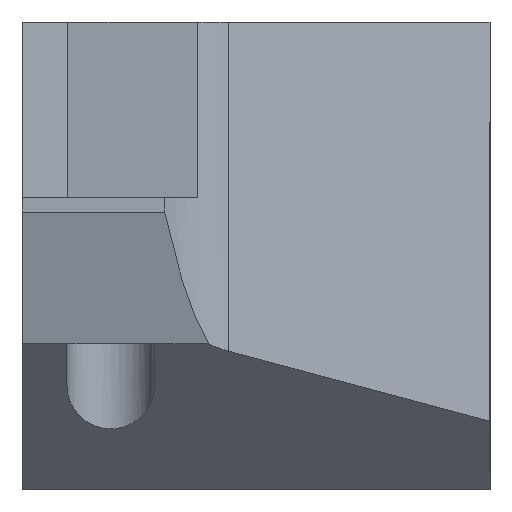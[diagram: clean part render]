
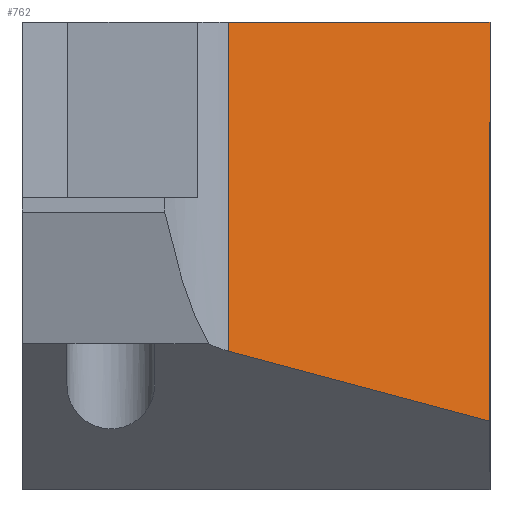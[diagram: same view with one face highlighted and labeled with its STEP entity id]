
A CAD part, left-side view. The second image highlights one B-rep face of the part: STEP entity #762.
In plain terms, the highlighted planar face has unit normal (-0.966, -0.259, 0).
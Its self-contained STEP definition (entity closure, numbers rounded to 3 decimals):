
#49 = CARTESIAN_POINT ( 'NONE',  ( -116.148, 0., -5.646 ) ) ;
#132 = DIRECTION ( 'NONE',  ( 0., 0., 1. ) ) ;
#186 = ORIENTED_EDGE ( 'NONE', *, *, #251, .F. ) ;
#195 = VECTOR ( 'NONE', #1228, 1000. ) ;
#251 = EDGE_CURVE ( 'NONE', #852, #1035, #701, .T. ) ;
#317 = LINE ( 'NONE', #777, #195 ) ;
#357 = LINE ( 'NONE', #1348, #1158 ) ;
#431 = VECTOR ( 'NONE', #1461, 1000. ) ;
#549 = LINE ( 'NONE', #1008, #431 ) ;
#576 = ORIENTED_EDGE ( 'NONE', *, *, #896, .T. ) ;
#676 = EDGE_CURVE ( 'NONE', #1035, #1087, #317, .T. ) ;
#701 = LINE ( 'NONE', #1153, #1110 ) ;
#717 = DIRECTION ( 'NONE',  ( 0.259, -0.966, 0. ) ) ;
#725 = PLANE ( 'NONE',  #1010 ) ;
#735 = EDGE_LOOP ( 'NONE', ( #186, #576, #1311, #788 ) ) ;
#745 = CARTESIAN_POINT ( 'NONE',  ( -118.541, 8.933, -3.253 ) ) ;
#762 = ADVANCED_FACE ( 'NONE', ( #934 ), #725, .T. ) ;
#777 = CARTESIAN_POINT ( 'NONE',  ( -108.367, -29.037, 8. ) ) ;
#788 = ORIENTED_EDGE ( 'NONE', *, *, #676, .F. ) ;
#807 = CARTESIAN_POINT ( 'NONE',  ( -118.541, 8.933, 8. ) ) ;
#852 = VERTEX_POINT ( 'NONE', #745 ) ;
#896 = EDGE_CURVE ( 'NONE', #852, #1227, #549, .T. ) ;
#930 = CARTESIAN_POINT ( 'NONE',  ( -116.148, 0., 8. ) ) ;
#934 = FACE_OUTER_BOUND ( 'NONE', #735, .T. ) ;
#951 = DIRECTION ( 'NONE',  ( -0.966, -0.259, 0. ) ) ;
#1008 = CARTESIAN_POINT ( 'NONE',  ( -108.535, -28.413, -13.26 ) ) ;
#1010 = AXIS2_PLACEMENT_3D ( 'NONE', #1053, #951, #717 ) ;
#1035 = VERTEX_POINT ( 'NONE', #807 ) ;
#1048 = DIRECTION ( 'NONE',  ( 0., 0., 1. ) ) ;
#1053 = CARTESIAN_POINT ( 'NONE',  ( -118.541, 8.933, -162.643 ) ) ;
#1087 = VERTEX_POINT ( 'NONE', #930 ) ;
#1110 = VECTOR ( 'NONE', #1048, 1000. ) ;
#1153 = CARTESIAN_POINT ( 'NONE',  ( -118.541, 8.933, -162.643 ) ) ;
#1158 = VECTOR ( 'NONE', #132, 1000. ) ;
#1227 = VERTEX_POINT ( 'NONE', #49 ) ;
#1228 = DIRECTION ( 'NONE',  ( 0.259, -0.966, 0. ) ) ;
#1311 = ORIENTED_EDGE ( 'NONE', *, *, #1393, .T. ) ;
#1348 = CARTESIAN_POINT ( 'NONE',  ( -116.148, 0., 8. ) ) ;
#1393 = EDGE_CURVE ( 'NONE', #1227, #1087, #357, .T. ) ;
#1461 = DIRECTION ( 'NONE',  ( 0.251, -0.935, -0.251 ) ) ;
